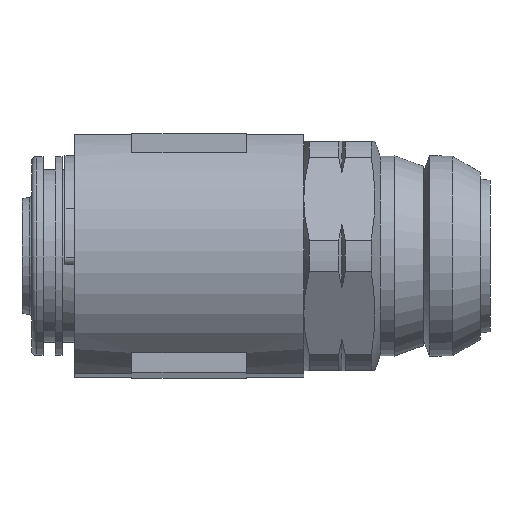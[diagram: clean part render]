
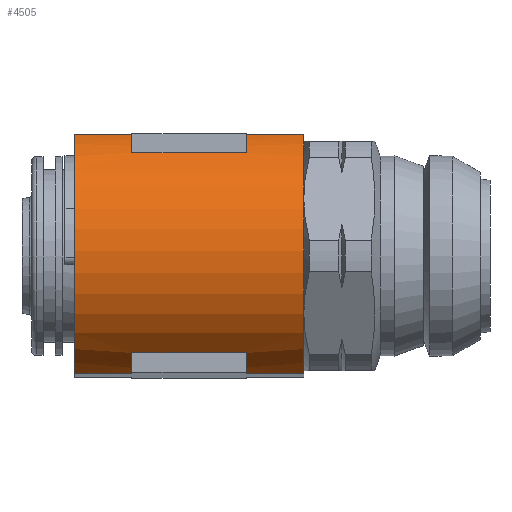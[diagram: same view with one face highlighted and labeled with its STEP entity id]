
A CAD part, left-side view. The second image highlights one B-rep face of the part: STEP entity #4505.
In plain terms, the highlighted cylindrical face has radius 13.5 mm (diameter 27 mm), a partial arc.
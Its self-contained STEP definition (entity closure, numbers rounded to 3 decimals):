
#276 = CARTESIAN_POINT ( 'NONE',  ( -4.615, 25.5, 12.687 ) ) ;
#295 = CARTESIAN_POINT ( 'NONE',  ( -5.578, 19.5, -12.294 ) ) ;
#296 = CARTESIAN_POINT ( 'NONE',  ( -4.615, 19.5, 12.687 ) ) ;
#383 = CARTESIAN_POINT ( 'NONE',  ( -4.615, 43.5, 12.687 ) ) ;
#386 = CARTESIAN_POINT ( 'NONE',  ( -5.578, 43.5, -12.294 ) ) ;
#450 = DIRECTION ( 'NONE',  ( 0., -1., 0. ) ) ;
#453 = CARTESIAN_POINT ( 'NONE',  ( -4.615, 47.5, 12.687 ) ) ;
#465 = CARTESIAN_POINT ( 'NONE',  ( 0., 25.5, 0. ) ) ;
#466 = DIRECTION ( 'NONE',  ( 0., 1., 0. ) ) ;
#467 = DIRECTION ( 'NONE',  ( -0.039, 0., -0.999 ) ) ;
#468 = DIRECTION ( 'NONE',  ( 0., -1., 0. ) ) ;
#470 = CARTESIAN_POINT ( 'NONE',  ( -8.09, 47.5, 10.808 ) ) ;
#471 = DIRECTION ( 'NONE',  ( 0., -1., 0. ) ) ;
#473 = CARTESIAN_POINT ( 'NONE',  ( -4.615, 47.5, 12.687 ) ) ;
#478 = CARTESIAN_POINT ( 'NONE',  ( 0., 37.5, 0. ) ) ;
#479 = DIRECTION ( 'NONE',  ( 0., -1., 0. ) ) ;
#480 = DIRECTION ( 'NONE',  ( 0.039, 0., 0.999 ) ) ;
#489 = CARTESIAN_POINT ( 'NONE',  ( -5.578, 47.5, -12.294 ) ) ;
#491 = CARTESIAN_POINT ( 'NONE',  ( 0., 25.5, 0. ) ) ;
#492 = DIRECTION ( 'NONE',  ( 0., 1., 0. ) ) ;
#493 = DIRECTION ( 'NONE',  ( -0.039, 0., -0.999 ) ) ;
#506 = DIRECTION ( 'NONE',  ( 0., 1., 0. ) ) ;
#512 = CARTESIAN_POINT ( 'NONE',  ( 0., 37.5, 0. ) ) ;
#513 = DIRECTION ( 'NONE',  ( 0., -1., 0. ) ) ;
#514 = DIRECTION ( 'NONE',  ( 0.039, 0., 0.999 ) ) ;
#515 = CARTESIAN_POINT ( 'NONE',  ( -8.898, 47.5, -10.153 ) ) ;
#516 = DIRECTION ( 'NONE',  ( 0., 1., 0. ) ) ;
#517 = CARTESIAN_POINT ( 'NONE',  ( -5.578, 47.5, -12.294 ) ) ;
#518 = DIRECTION ( 'NONE',  ( 0., 1., 0. ) ) ;
#1171 = CARTESIAN_POINT ( 'NONE',  ( 0., 19.5, 0. ) ) ;
#1172 = DIRECTION ( 'NONE',  ( 0., -1., 0. ) ) ;
#1173 = DIRECTION ( 'NONE',  ( 0.039, 0., 0.999 ) ) ;
#1511 = AXIS2_PLACEMENT_3D ( 'NONE', #1171, #1172, #1173 ) ;
#1765 = AXIS2_PLACEMENT_3D ( 'NONE', #3266, #3277, #3258 ) ;
#2616 = FACE_OUTER_BOUND ( 'NONE', #4455, .T. ) ;
#2638 = CYLINDRICAL_SURFACE ( 'NONE', #1765, 13.5 ) ;
#2811 = LINE ( 'NONE', #453, #2813 ) ;
#2813 = VECTOR ( 'NONE', #450, 1000. ) ;
#2816 = CIRCLE ( 'NONE', #5781, 13.5 ) ;
#2821 = LINE ( 'NONE', #470, #2824 ) ;
#2824 = VECTOR ( 'NONE', #471, 1000. ) ;
#2827 = CIRCLE ( 'NONE', #5782, 13.5 ) ;
#2829 = LINE ( 'NONE', #473, #2831 ) ;
#2831 = VECTOR ( 'NONE', #468, 1000. ) ;
#2834 = CIRCLE ( 'NONE', #5783, 13.5 ) ;
#2851 = LINE ( 'NONE', #489, #2856 ) ;
#2853 = CIRCLE ( 'NONE', #5784, 13.5 ) ;
#2856 = VECTOR ( 'NONE', #506, 1000. ) ;
#2862 = LINE ( 'NONE', #515, #2865 ) ;
#2864 = LINE ( 'NONE', #517, #2867 ) ;
#2865 = VECTOR ( 'NONE', #516, 1000. ) ;
#2867 = VECTOR ( 'NONE', #518, 1000. ) ;
#3116 = VERTEX_POINT ( 'NONE', #3438 ) ;
#3123 = VERTEX_POINT ( 'NONE', #3431 ) ;
#3124 = VERTEX_POINT ( 'NONE', #3430 ) ;
#3125 = VERTEX_POINT ( 'NONE', #3429 ) ;
#3126 = VERTEX_POINT ( 'NONE', #3428 ) ;
#3127 = VERTEX_POINT ( 'NONE', #3426 ) ;
#3129 = VERTEX_POINT ( 'NONE', #3421 ) ;
#3258 = DIRECTION ( 'NONE',  ( 0.039, 0., 0.999 ) ) ;
#3266 = CARTESIAN_POINT ( 'NONE',  ( 0., 47.5, 0. ) ) ;
#3277 = DIRECTION ( 'NONE',  ( 0., 1., 0. ) ) ;
#3421 = CARTESIAN_POINT ( 'NONE',  ( -8.09, 25.5, 10.808 ) ) ;
#3426 = CARTESIAN_POINT ( 'NONE',  ( -8.09, 37.5, 10.808 ) ) ;
#3428 = CARTESIAN_POINT ( 'NONE',  ( -8.898, 25.5, -10.153 ) ) ;
#3429 = CARTESIAN_POINT ( 'NONE',  ( -4.615, 37.5, 12.687 ) ) ;
#3430 = CARTESIAN_POINT ( 'NONE',  ( -5.578, 37.5, -12.294 ) ) ;
#3431 = CARTESIAN_POINT ( 'NONE',  ( -5.578, 25.5, -12.294 ) ) ;
#3438 = CARTESIAN_POINT ( 'NONE',  ( -8.898, 37.5, -10.153 ) ) ;
#4146 = ORIENTED_EDGE ( 'NONE', *, *, #5700, .F. ) ;
#4147 = ORIENTED_EDGE ( 'NONE', *, *, #5605, .F. ) ;
#4148 = ORIENTED_EDGE ( 'NONE', *, *, #5608, .F. ) ;
#4149 = ORIENTED_EDGE ( 'NONE', *, *, #5610, .F. ) ;
#4150 = ORIENTED_EDGE ( 'NONE', *, *, #5597, .F. ) ;
#4151 = ORIENTED_EDGE ( 'NONE', *, *, #5611, .F. ) ;
#4152 = ORIENTED_EDGE ( 'NONE', *, *, #6038, .F. ) ;
#4153 = ORIENTED_EDGE ( 'NONE', *, *, #5582, .F. ) ;
#4154 = ORIENTED_EDGE ( 'NONE', *, *, #5585, .F. ) ;
#4155 = ORIENTED_EDGE ( 'NONE', *, *, #5588, .F. ) ;
#4156 = ORIENTED_EDGE ( 'NONE', *, *, #5591, .F. ) ;
#4157 = ORIENTED_EDGE ( 'NONE', *, *, #5592, .F. ) ;
#4455 = EDGE_LOOP ( 'NONE', ( #4146, #4147, #4148, #4149, #4150, #4151, #4152, #4153, #4154, #4155, #4156, #4157 ) ) ;
#4505 = ADVANCED_FACE ( 'NONE', ( #2616 ), #2638, .T. ) ;
#4701 = CIRCLE ( 'NONE', #5831, 13.5 ) ;
#4804 = CIRCLE ( 'NONE', #1511, 13.5 ) ;
#5265 = VERTEX_POINT ( 'NONE', #276 ) ;
#5288 = VERTEX_POINT ( 'NONE', #295 ) ;
#5289 = VERTEX_POINT ( 'NONE', #296 ) ;
#5376 = VERTEX_POINT ( 'NONE', #383 ) ;
#5379 = VERTEX_POINT ( 'NONE', #386 ) ;
#5582 = EDGE_CURVE ( 'NONE', #5265, #5289, #2811, .T. ) ;
#5585 = EDGE_CURVE ( 'NONE', #3129, #5265, #2816, .T. ) ;
#5588 = EDGE_CURVE ( 'NONE', #3127, #3129, #2821, .T. ) ;
#5591 = EDGE_CURVE ( 'NONE', #3125, #3127, #2827, .T. ) ;
#5592 = EDGE_CURVE ( 'NONE', #5376, #3125, #2829, .T. ) ;
#5597 = EDGE_CURVE ( 'NONE', #3123, #3126, #2834, .T. ) ;
#5605 = EDGE_CURVE ( 'NONE', #3124, #5379, #2851, .T. ) ;
#5608 = EDGE_CURVE ( 'NONE', #3116, #3124, #2853, .T. ) ;
#5610 = EDGE_CURVE ( 'NONE', #3126, #3116, #2862, .T. ) ;
#5611 = EDGE_CURVE ( 'NONE', #5288, #3123, #2864, .T. ) ;
#5700 = EDGE_CURVE ( 'NONE', #5379, #5376, #4701, .T. ) ;
#5781 = AXIS2_PLACEMENT_3D ( 'NONE', #465, #466, #467 ) ;
#5782 = AXIS2_PLACEMENT_3D ( 'NONE', #478, #479, #480 ) ;
#5783 = AXIS2_PLACEMENT_3D ( 'NONE', #491, #492, #493 ) ;
#5784 = AXIS2_PLACEMENT_3D ( 'NONE', #512, #513, #514 ) ;
#5831 = AXIS2_PLACEMENT_3D ( 'NONE', #6276, #6277, #6278 ) ;
#6038 = EDGE_CURVE ( 'NONE', #5289, #5288, #4804, .T. ) ;
#6276 = CARTESIAN_POINT ( 'NONE',  ( 0., 43.5, 0. ) ) ;
#6277 = DIRECTION ( 'NONE',  ( 0., 1., 0. ) ) ;
#6278 = DIRECTION ( 'NONE',  ( -0.039, 0., -0.999 ) ) ;
